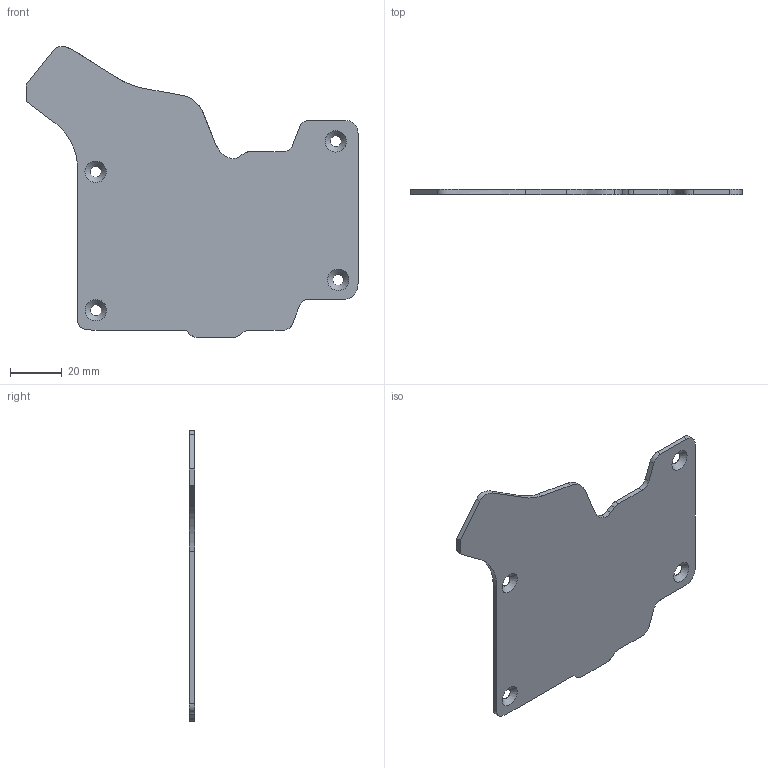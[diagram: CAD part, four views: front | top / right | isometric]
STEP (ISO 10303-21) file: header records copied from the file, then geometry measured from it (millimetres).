
FILE_DESCRIPTION(/* description */ (''),/* implementation_level */ '2;1');
FILE_NAME(/* name */ 'platev9.step',/* time_stamp */ '2020-11-08T17:19:57+01:00',/* author */ (''),/* organization */ (''),/* preprocessor_version */ 'ST-DEVELOPER v18.1',/* originating_system */ 'Autodesk Translation Framework v9.3.0.1241',/* authorisation */ '');
FILE_SCHEMA (('AUTOMOTIVE_DESIGN { 1 0 10303 214 3 1 1 }'));
Length unit declared in the file: millimetre
Products named in the file (1): Bastyl-3x5-01
Bounding box: 127.86 x 2 x 112.07 mm (x, y, z)
Volume: 18258.5 mm3; surface area: 19348.9 mm2
Topology: 1 solids, 1 shells, 38 faces, 108 edges, 72 vertices
Faces by surface type: plane 19, bspline 15, cone 4
Entity records: 1718 total; most frequent: CARTESIAN_POINT 788, ORIENTED_EDGE 216, DIRECTION 134, EDGE_CURVE 108, VERTEX_POINT 72, LINE 70, VECTOR 70, EDGE_LOOP 46
